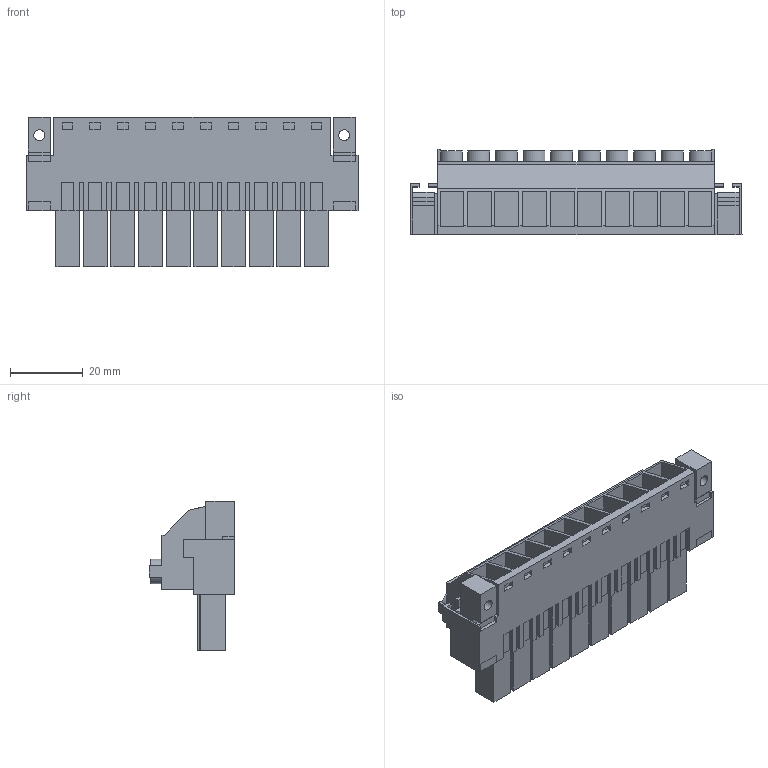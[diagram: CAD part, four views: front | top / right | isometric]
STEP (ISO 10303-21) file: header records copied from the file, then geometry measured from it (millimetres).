
FILE_DESCRIPTION(('CATIA V5 STEP Exchange','CAx-IF Rec.Pracs.--- Model Styling and Organization---1.4--- 2014-01-23'),'2;1');
FILE_NAME ('D1539066_1_1929820000_1929820000.stp','2023-05-02T08:56:27+00:00',('none'),('Weidmueller'),'CATIA Version 5-6 Release 2016 SP3 HF44','CATIA V5 STEP AP214','none');
FILE_SCHEMA(('AUTOMOTIVE_DESIGN { 1 0 10303 214 1 1 1 1 }'));
Length unit declared in the file: millimetre
Products named in the file (1): 1929820000
Bounding box: 91.44 x 23.6 x 41.2 mm (x, y, z)
Volume: 36310.8 mm3; surface area: 24638.2 mm2
Topology: 15 solids, 15 shells, 1028 faces, 2777 edges, 1850 vertices
Faces by surface type: plane 910, cylinder 98, extrusion 20
Entity records: 30370 total; most frequent: CARTESIAN_POINT 6143, ORIENTED_EDGE 5554, DIRECTION 3891, EDGE_CURVE 2777, VECTOR 2561, LINE 2541, VERTEX_POINT 1850, EDGE_LOOP 1123
